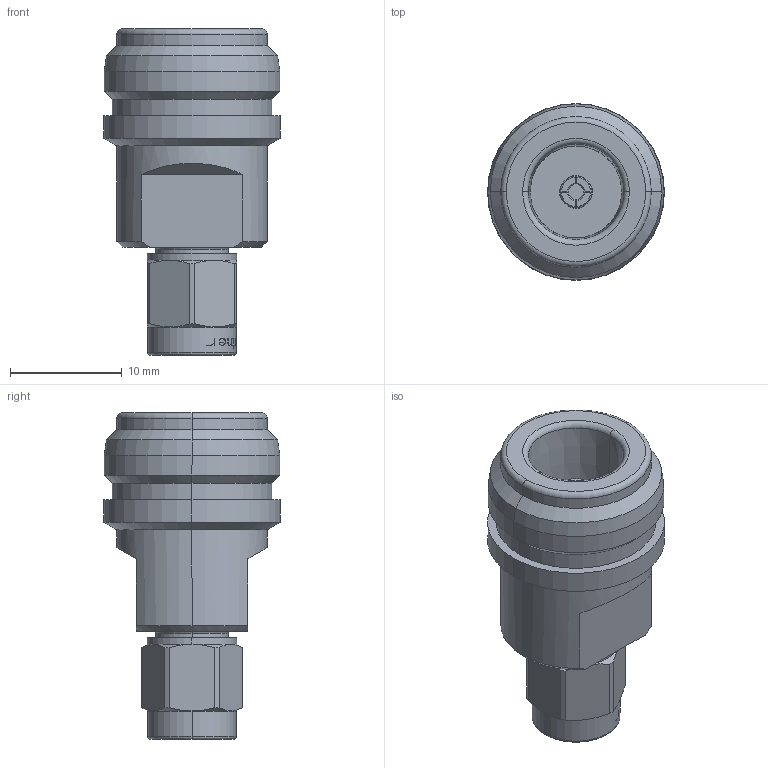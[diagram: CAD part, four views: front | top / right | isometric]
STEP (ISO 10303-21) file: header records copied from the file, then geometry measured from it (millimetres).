
FILE_DESCRIPTION (( 'STEP AP214' ), '1' );
FILE_NAME ('J01027T0016.STEP', '2018-11-19T10:45:22', ( '' ), ( '' ), 'SwSTEP 2.0', 'SolidWorks 2017', '' );
FILE_SCHEMA (( 'AUTOMOTIVE_DESIGN' ));
Length unit declared in the file: millimetre
Products named in the file (1): J01027T0016
Bounding box: 15.85 x 15.85 x 29.25 mm (x, y, z)
Volume: 3121.7 mm3; surface area: 1736.8 mm2
Topology: 1 solids, 1 shells, 393 faces, 1055 edges, 690 vertices
Faces by surface type: plane 294, cylinder 58, cone 31, torus 8, sphere 2
Entity records: 16595 total; most frequent: CARTESIAN_POINT 3299, ORIENTED_EDGE 2106, DIRECTION 1688, EDGE_CURVE 1053, VERTEX_POINT 690, AXIS2_PLACEMENT_3D 615, LINE 458, VECTOR 458
